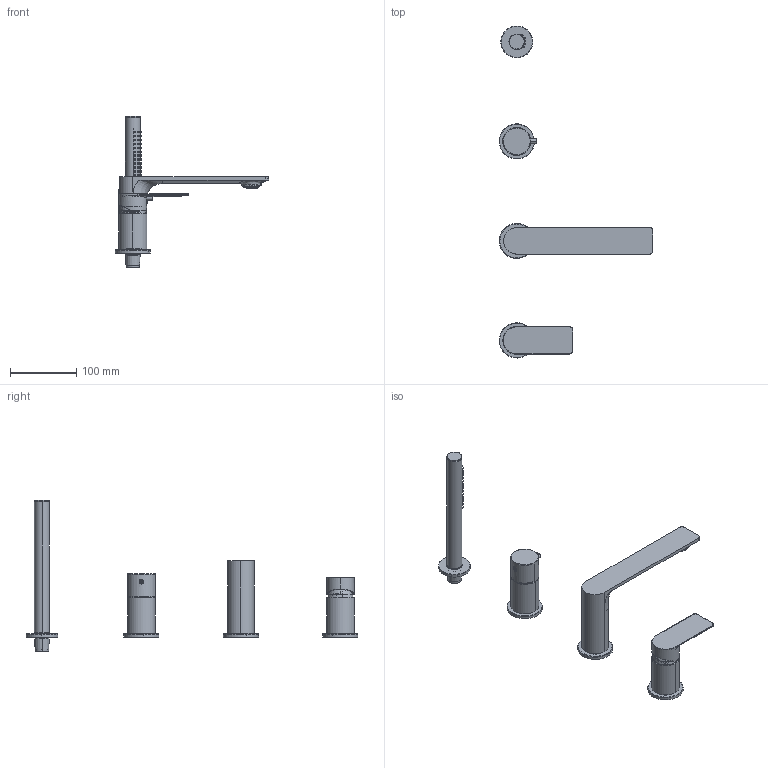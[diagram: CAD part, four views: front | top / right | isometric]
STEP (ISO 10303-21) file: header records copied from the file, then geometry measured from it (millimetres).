
FILE_DESCRIPTION((''),'2;1');
FILE_NAME('AAYA112','2021-05-21T19:18:48',('mirkorogora'),(''),'CREO PARAMETRIC BY PTC INC, 2020281','CREO PARAMETRIC BY PTC INC, 2020281','');
FILE_SCHEMA(('CONFIG_CONTROL_DESIGN'));
Length unit declared in the file: millimetre
Products named in the file (25): TOM2E088AF7V6J9_1; TOM2E088AF7V6J9_2; TOM2E088AF7V6J9_3; TOM2E088AF7V6J9_4; TOM2E088AF7V6J9_16; TOM2E088AF7V6J9_17; TOM2E088AF7V6J9_19; TOM2E088AF7V6J9_20; TOM2E088AF7V6J9_25; TOM2E088AF7V6J9_26; TOM2E088AF7V6J9_28; TOM2E088AF7V6J9_29; TOM2E088AF7V6J9_33; TOM2E088AF7V6J9_34; TOM2E088AF7V6J9_38; TOM2E088AF7V6J9_39; TOM2E088AF7V6J9_40; TOM2E088AF7V6J9_41; TOM2E088AF7V6J9_42; TOM2E088AF7V6J9_43; TOM2E088AF7V6J9_44; TOM2E088AF7V6J9_47; DQ211_1_2; TOM2E088AF7V6J9_50; AAYA112
Assembly tree (24 placements, depth 2):
  AAYA112
    TOM2E088AF7V6J9_1
    TOM2E088AF7V6J9_2
    TOM2E088AF7V6J9_3
    TOM2E088AF7V6J9_4
    TOM2E088AF7V6J9_16
    TOM2E088AF7V6J9_17
    TOM2E088AF7V6J9_19
    TOM2E088AF7V6J9_20
    TOM2E088AF7V6J9_25
    TOM2E088AF7V6J9_26
    TOM2E088AF7V6J9_28
    TOM2E088AF7V6J9_29
    TOM2E088AF7V6J9_33
    TOM2E088AF7V6J9_34
    TOM2E088AF7V6J9_38
    TOM2E088AF7V6J9_39
    TOM2E088AF7V6J9_40
    TOM2E088AF7V6J9_41
    TOM2E088AF7V6J9_42
    TOM2E088AF7V6J9_43
    TOM2E088AF7V6J9_44
    TOM2E088AF7V6J9_47
    DQ211_1_2
    TOM2E088AF7V6J9_50
Bounding box: 231.5 x 500.47 x 228.4 mm (x, y, z)
Volume: 370197.8 mm3; surface area: 170974.7 mm2
Topology: 23 solids, 24 shells, 3652 faces, 9959 edges, 6943 vertices
Faces by surface type: plane 2143, cylinder 1295, torus 101, bspline 66, cone 40, sphere 5, revolution 2
Entity records: 138001 total; most frequent: CARTESIAN_POINT 45540, ORIENTED_EDGE 19874, DIRECTION 17703, EDGE_CURVE 9943, VERTEX_POINT 6929, AXIS2_PLACEMENT_3D 6064, VECTOR 5573, LINE 5573
